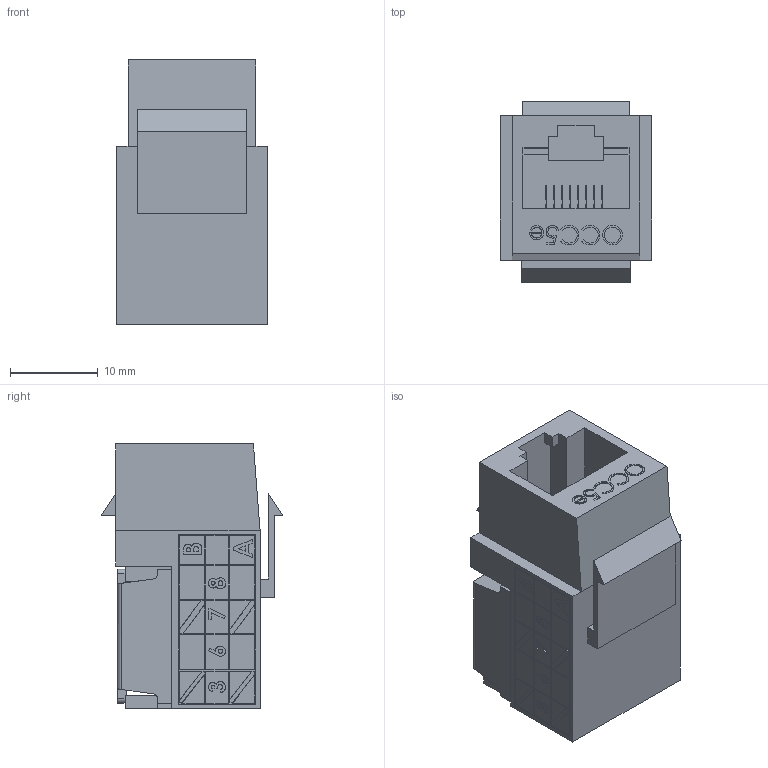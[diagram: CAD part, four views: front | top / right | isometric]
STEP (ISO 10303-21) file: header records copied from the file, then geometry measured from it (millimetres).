
FILE_DESCRIPTION (( 'STEP AP214' ), '1' );
FILE_NAME ('MK110C5E.STEP', '2013-09-23T19:32:13', ( 'x' ), ( '' ), 'SwSTEP 2.0', 'SolidWorks 2012', '' );
FILE_SCHEMA (( 'AUTOMOTIVE_DESIGN' ));
Length unit declared in the file: inch
Products named in the file (3): MK110C5E-MA2; MK110C5E-MA1_MK110C5E-MA1; MK110C5E
Assembly tree (2 placements, depth 2):
  MK110C5E
    MK110C5E-MA1_MK110C5E-MA1
    MK110C5E-MA2
Bounding box: 17.27 x 20.67 x 30.15 mm (x, y, z)
Volume: 6040.6 mm3; surface area: 5493.8 mm2
Topology: 2 solids, 2 shells, 881 faces, 2389 edges, 1592 vertices
Faces by surface type: plane 717, bspline 114, cylinder 50
Entity records: 37370 total; most frequent: CARTESIAN_POINT 11937, ORIENTED_EDGE 4778, DIRECTION 3797, EDGE_CURVE 2389, VECTOR 2061, LINE 2061, VERTEX_POINT 1592, EDGE_LOOP 977
